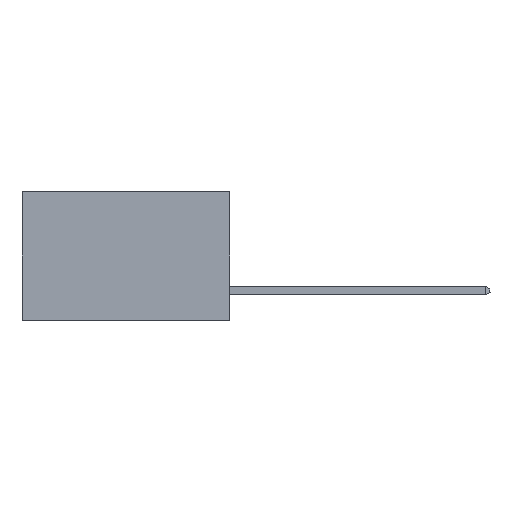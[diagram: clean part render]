
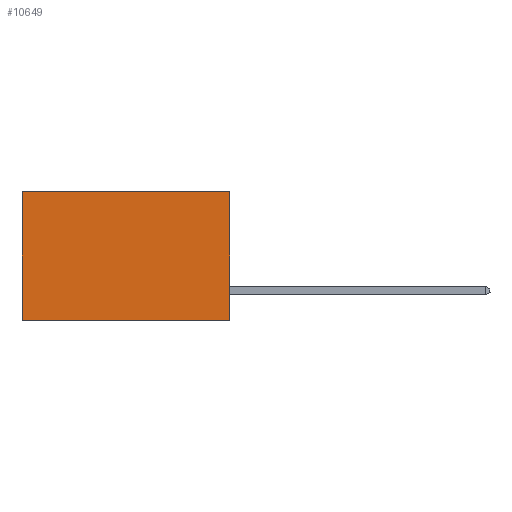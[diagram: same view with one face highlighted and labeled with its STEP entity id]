
A CAD part, left-side view. The second image highlights one B-rep face of the part: STEP entity #10649.
In plain terms, the highlighted planar face has unit normal (-1, 0, 0).
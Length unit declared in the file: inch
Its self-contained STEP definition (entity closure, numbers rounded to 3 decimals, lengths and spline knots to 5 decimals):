
#38 = VECTOR ( 'NONE', #3196, 39.37008 ) ;
#336 = CARTESIAN_POINT ( 'NONE',  ( 0.298, 0., 0. ) ) ;
#478 = VECTOR ( 'NONE', #16688, 39.37008 ) ;
#1180 = LINE ( 'NONE', #336, #38 ) ;
#1484 = ORIENTED_EDGE ( 'NONE', *, *, #18657, .T. ) ;
#1487 = VERTEX_POINT ( 'NONE', #5228 ) ;
#1519 = CARTESIAN_POINT ( 'NONE',  ( 0.298, 0., 0. ) ) ;
#1662 = AXIS2_PLACEMENT_3D ( 'NONE', #1519, #8853, #16379 ) ;
#3196 = DIRECTION ( 'NONE',  ( 0., 0., -1. ) ) ;
#5217 = FACE_OUTER_BOUND ( 'NONE', #11956, .T. ) ;
#5228 = CARTESIAN_POINT ( 'NONE',  ( 0.298, 0., 0. ) ) ;
#5784 = LINE ( 'NONE', #6722, #5808 ) ;
#5808 = VECTOR ( 'NONE', #12691, 39.37008 ) ;
#6339 = VERTEX_POINT ( 'NONE', #10680 ) ;
#6722 = CARTESIAN_POINT ( 'NONE',  ( 0.298, 0.6, 0. ) ) ;
#8497 = VERTEX_POINT ( 'NONE', #17589 ) ;
#8853 = DIRECTION ( 'NONE',  ( 1., 0., 0. ) ) ;
#9357 = CARTESIAN_POINT ( 'NONE',  ( 0.298, 0., -0.37 ) ) ;
#10163 = VECTOR ( 'NONE', #10465, 39.37008 ) ;
#10393 = CARTESIAN_POINT ( 'NONE',  ( 0.298, 0., 0. ) ) ;
#10465 = DIRECTION ( 'NONE',  ( 0., 1., 0. ) ) ;
#10649 = ADVANCED_FACE ( 'NONE', ( #5217 ), #17762, .F. ) ;
#10680 = CARTESIAN_POINT ( 'NONE',  ( 0.298, 0.6, -0.37 ) ) ;
#10940 = LINE ( 'NONE', #9357, #478 ) ;
#11627 = CARTESIAN_POINT ( 'NONE',  ( 0.298, 0.6, 0. ) ) ;
#11956 = EDGE_LOOP ( 'NONE', ( #17706, #16694, #13652, #1484 ) ) ;
#12691 = DIRECTION ( 'NONE',  ( 0., 0., -1. ) ) ;
#13396 = LINE ( 'NONE', #10393, #10163 ) ;
#13652 = ORIENTED_EDGE ( 'NONE', *, *, #18825, .F. ) ;
#15155 = VERTEX_POINT ( 'NONE', #11627 ) ;
#16262 = EDGE_CURVE ( 'NONE', #8497, #6339, #10940, .T. ) ;
#16379 = DIRECTION ( 'NONE',  ( 0., 0., -1. ) ) ;
#16688 = DIRECTION ( 'NONE',  ( 0., 1., 0. ) ) ;
#16694 = ORIENTED_EDGE ( 'NONE', *, *, #16262, .F. ) ;
#17306 = EDGE_CURVE ( 'NONE', #15155, #6339, #5784, .T. ) ;
#17589 = CARTESIAN_POINT ( 'NONE',  ( 0.298, 0., -0.37 ) ) ;
#17706 = ORIENTED_EDGE ( 'NONE', *, *, #17306, .T. ) ;
#17762 = PLANE ( 'NONE',  #1662 ) ;
#18657 = EDGE_CURVE ( 'NONE', #1487, #15155, #13396, .T. ) ;
#18825 = EDGE_CURVE ( 'NONE', #1487, #8497, #1180, .T. ) ;
